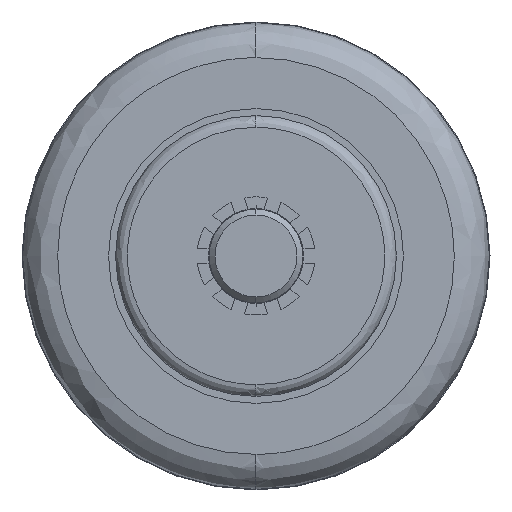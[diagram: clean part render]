
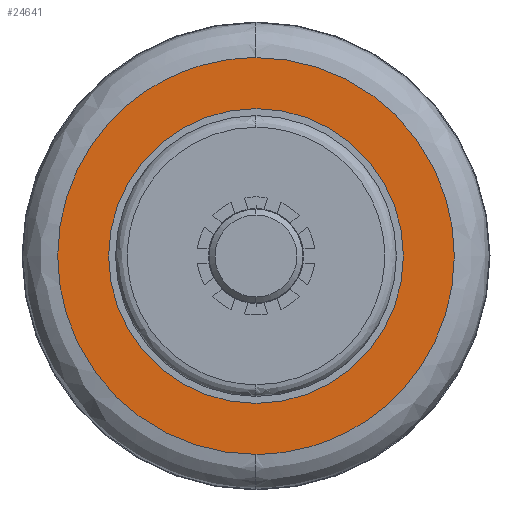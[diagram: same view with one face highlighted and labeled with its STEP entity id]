
A CAD part, left-side view. The second image highlights one B-rep face of the part: STEP entity #24641.
In plain terms, the highlighted planar face has unit normal (-1, 0, 0).
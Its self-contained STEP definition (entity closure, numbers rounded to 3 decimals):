
#160 = PLANE ( 'NONE',  #32182 ) ;
#1226 = CARTESIAN_POINT ( 'NONE',  ( 12., 0., -12.6 ) ) ;
#3267 = DIRECTION ( 'NONE',  ( -1., 0., 0. ) ) ;
#6993 = EDGE_LOOP ( 'NONE', ( #17713, #22716 ) ) ;
#7011 = AXIS2_PLACEMENT_3D ( 'NONE', #11997, #11888, #25553 ) ;
#7040 = CARTESIAN_POINT ( 'NONE',  ( 12., 33.9, -16.95 ) ) ;
#7561 = ORIENTED_EDGE ( 'NONE', *, *, #15754, .F. ) ;
#9047 = FACE_OUTER_BOUND ( 'NONE', #26467, .T. ) ;
#10845 = CARTESIAN_POINT ( 'NONE',  ( 12., 0., 0. ) ) ;
#10963 = EDGE_CURVE ( 'NONE', #31646, #34654, #22187, .T. ) ;
#11569 = EDGE_CURVE ( 'NONE', #34010, #32350, #23369, .T. ) ;
#11888 = DIRECTION ( 'NONE',  ( 1., 0., 0. ) ) ;
#11997 = CARTESIAN_POINT ( 'NONE',  ( 12., 0., 0. ) ) ;
#15002 = CARTESIAN_POINT ( 'NONE',  ( 12., 33.9, 16.95 ) ) ;
#15708 = DIRECTION ( 'NONE',  ( 0., 0., 1. ) ) ;
#15754 = EDGE_CURVE ( 'NONE', #32350, #34010, #16725, .T. ) ;
#15920 = CARTESIAN_POINT ( 'NONE',  ( 12., 0., 12.6 ) ) ;
#16725 =( BOUNDED_CURVE ( )  B_SPLINE_CURVE ( 3, ( #29783, #19849, #33040, #19956 ),
 .UNSPECIFIED., .F., .F. ) 
 B_SPLINE_CURVE_WITH_KNOTS ( ( 4, 4 ),
 ( 0., 0.5 ),
 .UNSPECIFIED. ) 
 CURVE ( )  GEOMETRIC_REPRESENTATION_ITEM ( )  RATIONAL_B_SPLINE_CURVE ( ( 1., 0.333, 0.333, 1. ) ) 
 REPRESENTATION_ITEM ( '' )  );
#17418 = CARTESIAN_POINT ( 'NONE',  ( 12., 0., 16.95 ) ) ;
#17713 = ORIENTED_EDGE ( 'NONE', *, *, #10963, .T. ) ;
#18489 = AXIS2_PLACEMENT_3D ( 'NONE', #23995, #21064, #15708 ) ;
#19849 = CARTESIAN_POINT ( 'NONE',  ( 12., -33.9, 16.95 ) ) ;
#19956 = CARTESIAN_POINT ( 'NONE',  ( 12., 0., -16.95 ) ) ;
#21064 = DIRECTION ( 'NONE',  ( 1., 0., 0. ) ) ;
#21991 = DIRECTION ( 'NONE',  ( 0., 0., -1. ) ) ;
#22187 = CIRCLE ( 'NONE', #7011, 12.6 ) ;
#22716 = ORIENTED_EDGE ( 'NONE', *, *, #34345, .T. ) ;
#23369 =( BOUNDED_CURVE ( )  B_SPLINE_CURVE ( 3, ( #33447, #7040, #15002, #30777 ),
 .UNSPECIFIED., .F., .F. ) 
 B_SPLINE_CURVE_WITH_KNOTS ( ( 4, 4 ),
 ( 0.5, 1. ),
 .UNSPECIFIED. ) 
 CURVE ( )  GEOMETRIC_REPRESENTATION_ITEM ( )  RATIONAL_B_SPLINE_CURVE ( ( 1., 0.333, 0.333, 1. ) ) 
 REPRESENTATION_ITEM ( '' )  );
#23995 = CARTESIAN_POINT ( 'NONE',  ( 12., 0., 0. ) ) ;
#24641 = ADVANCED_FACE ( 'NONE', ( #34547, #9047 ), #160, .T. ) ;
#25553 = DIRECTION ( 'NONE',  ( 0., 0., 1. ) ) ;
#25992 = ORIENTED_EDGE ( 'NONE', *, *, #11569, .F. ) ;
#26467 = EDGE_LOOP ( 'NONE', ( #25992, #7561 ) ) ;
#27303 = CARTESIAN_POINT ( 'NONE',  ( 12., 0., -16.95 ) ) ;
#29783 = CARTESIAN_POINT ( 'NONE',  ( 12., 0., 16.95 ) ) ;
#30777 = CARTESIAN_POINT ( 'NONE',  ( 12., 0., 16.95 ) ) ;
#31646 = VERTEX_POINT ( 'NONE', #15920 ) ;
#32182 = AXIS2_PLACEMENT_3D ( 'NONE', #10845, #3267, #21991 ) ;
#32350 = VERTEX_POINT ( 'NONE', #17418 ) ;
#33040 = CARTESIAN_POINT ( 'NONE',  ( 12., -33.9, -16.95 ) ) ;
#33447 = CARTESIAN_POINT ( 'NONE',  ( 12., 0., -16.95 ) ) ;
#34010 = VERTEX_POINT ( 'NONE', #27303 ) ;
#34345 = EDGE_CURVE ( 'NONE', #34654, #31646, #34391, .T. ) ;
#34391 = CIRCLE ( 'NONE', #18489, 12.6 ) ;
#34547 = FACE_BOUND ( 'NONE', #6993, .T. ) ;
#34654 = VERTEX_POINT ( 'NONE', #1226 ) ;
